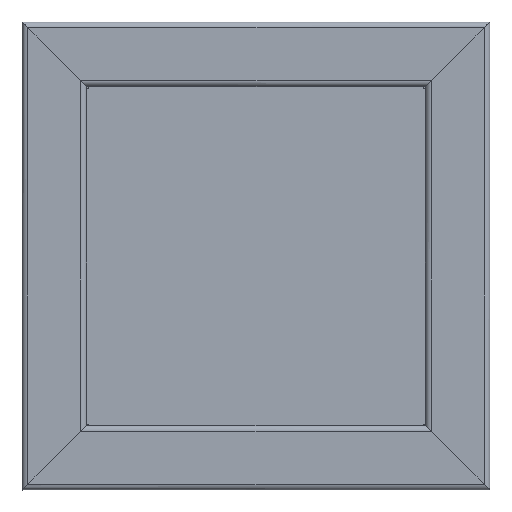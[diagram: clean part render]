
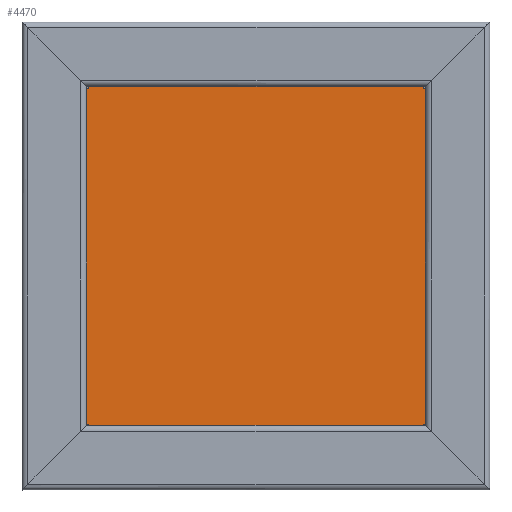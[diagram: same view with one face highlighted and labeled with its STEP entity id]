
A CAD part, top view. The second image highlights one B-rep face of the part: STEP entity #4470.
In plain terms, the highlighted planar face has unit normal (0, 0, 1).
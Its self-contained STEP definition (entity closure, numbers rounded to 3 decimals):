
#106=PLANE('',#4802);
#352=FACE_OUTER_BOUND('',#616,.T.);
#616=EDGE_LOOP('',(#3145,#3146,#3147,#3148,#3149,#3150,#3151,#3152,#3153,
#3154,#3155,#3156));
#930=LINE('',#6457,#1470);
#931=LINE('',#6459,#1471);
#932=LINE('',#6461,#1472);
#933=LINE('',#6463,#1473);
#934=LINE('',#6465,#1474);
#935=LINE('',#6467,#1475);
#936=LINE('',#6469,#1476);
#937=LINE('',#6471,#1477);
#938=LINE('',#6473,#1478);
#939=LINE('',#6475,#1479);
#940=LINE('',#6477,#1480);
#941=LINE('',#6478,#1481);
#1470=VECTOR('',#5278,10.);
#1471=VECTOR('',#5279,10.);
#1472=VECTOR('',#5280,10.);
#1473=VECTOR('',#5281,10.);
#1474=VECTOR('',#5282,10.);
#1475=VECTOR('',#5283,10.);
#1476=VECTOR('',#5284,10.);
#1477=VECTOR('',#5285,10.);
#1478=VECTOR('',#5286,10.);
#1479=VECTOR('',#5287,10.);
#1480=VECTOR('',#5288,10.);
#1481=VECTOR('',#5289,10.);
#2017=VERTEX_POINT('',#6455);
#2018=VERTEX_POINT('',#6456);
#2019=VERTEX_POINT('',#6458);
#2020=VERTEX_POINT('',#6460);
#2021=VERTEX_POINT('',#6462);
#2022=VERTEX_POINT('',#6464);
#2023=VERTEX_POINT('',#6466);
#2024=VERTEX_POINT('',#6468);
#2025=VERTEX_POINT('',#6470);
#2026=VERTEX_POINT('',#6472);
#2027=VERTEX_POINT('',#6474);
#2028=VERTEX_POINT('',#6476);
#2446=EDGE_CURVE('',#2017,#2018,#930,.T.);
#2447=EDGE_CURVE('',#2018,#2019,#931,.T.);
#2448=EDGE_CURVE('',#2019,#2020,#932,.T.);
#2449=EDGE_CURVE('',#2020,#2021,#933,.T.);
#2450=EDGE_CURVE('',#2021,#2022,#934,.T.);
#2451=EDGE_CURVE('',#2022,#2023,#935,.T.);
#2452=EDGE_CURVE('',#2023,#2024,#936,.T.);
#2453=EDGE_CURVE('',#2024,#2025,#937,.T.);
#2454=EDGE_CURVE('',#2025,#2026,#938,.T.);
#2455=EDGE_CURVE('',#2026,#2027,#939,.T.);
#2456=EDGE_CURVE('',#2027,#2028,#940,.T.);
#2457=EDGE_CURVE('',#2028,#2017,#941,.T.);
#3145=ORIENTED_EDGE('',*,*,#2446,.T.);
#3146=ORIENTED_EDGE('',*,*,#2447,.T.);
#3147=ORIENTED_EDGE('',*,*,#2448,.T.);
#3148=ORIENTED_EDGE('',*,*,#2449,.T.);
#3149=ORIENTED_EDGE('',*,*,#2450,.T.);
#3150=ORIENTED_EDGE('',*,*,#2451,.T.);
#3151=ORIENTED_EDGE('',*,*,#2452,.T.);
#3152=ORIENTED_EDGE('',*,*,#2453,.T.);
#3153=ORIENTED_EDGE('',*,*,#2454,.T.);
#3154=ORIENTED_EDGE('',*,*,#2455,.T.);
#3155=ORIENTED_EDGE('',*,*,#2456,.T.);
#3156=ORIENTED_EDGE('',*,*,#2457,.T.);
#4470=ADVANCED_FACE('',(#352),#106,.T.);
#4802=AXIS2_PLACEMENT_3D('',#6454,#5276,#5277);
#5276=DIRECTION('center_axis',(0.,0.,
1.));
#5277=DIRECTION('ref_axis',(1.,0.,0.));
#5278=DIRECTION('',(1.,0.,0.));
#5279=DIRECTION('',(0.,-1.,0.));
#5280=DIRECTION('',(1.,0.,0.));
#5281=DIRECTION('',(0.,1.,0.));
#5282=DIRECTION('',(1.,0.,0.));
#5283=DIRECTION('',(0.,1.,0.));
#5284=DIRECTION('',(-1.,0.,0.));
#5285=DIRECTION('',(0.,1.,0.));
#5286=DIRECTION('',(-1.,0.,0.));
#5287=DIRECTION('',(0.,-1.,0.));
#5288=DIRECTION('',(-1.,0.,0.));
#5289=DIRECTION('',(0.,-1.,0.));
#6454=CARTESIAN_POINT('Origin',(0.,0.,
243.729));
#6455=CARTESIAN_POINT('',(-317.5,-272.5,243.729));
#6456=CARTESIAN_POINT('',(-272.5,-272.5,243.729));
#6457=CARTESIAN_POINT('',(-362.5,-272.5,243.729));
#6458=CARTESIAN_POINT('',(-272.5,-317.5,243.729));
#6459=CARTESIAN_POINT('',(-272.5,-272.5,243.729));
#6460=CARTESIAN_POINT('',(272.5,-317.5,243.729));
#6461=CARTESIAN_POINT('',(-317.5,-317.5,243.729));
#6462=CARTESIAN_POINT('',(272.5,-272.5,243.729));
#6463=CARTESIAN_POINT('',(272.5,-362.5,243.729));
#6464=CARTESIAN_POINT('',(317.5,-272.5,243.729));
#6465=CARTESIAN_POINT('',(272.5,-272.5,243.729));
#6466=CARTESIAN_POINT('',(317.5,272.5,243.729));
#6467=CARTESIAN_POINT('',(317.5,-317.5,243.729));
#6468=CARTESIAN_POINT('',(272.5,272.5,243.729));
#6469=CARTESIAN_POINT('',(362.5,272.5,243.729));
#6470=CARTESIAN_POINT('',(272.5,317.5,243.729));
#6471=CARTESIAN_POINT('',(272.5,272.5,243.729));
#6472=CARTESIAN_POINT('',(-272.5,317.5,243.729));
#6473=CARTESIAN_POINT('',(317.5,317.5,243.729));
#6474=CARTESIAN_POINT('',(-272.5,272.5,243.729));
#6475=CARTESIAN_POINT('',(-272.5,362.5,243.729));
#6476=CARTESIAN_POINT('',(-317.5,272.5,243.729));
#6477=CARTESIAN_POINT('',(-272.5,272.5,243.729));
#6478=CARTESIAN_POINT('',(-317.5,317.5,243.729));
